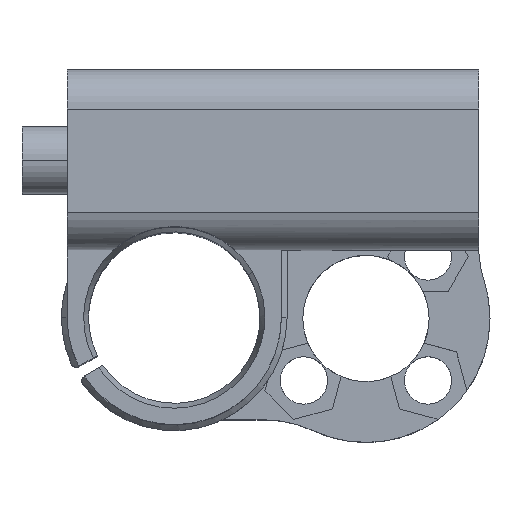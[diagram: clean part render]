
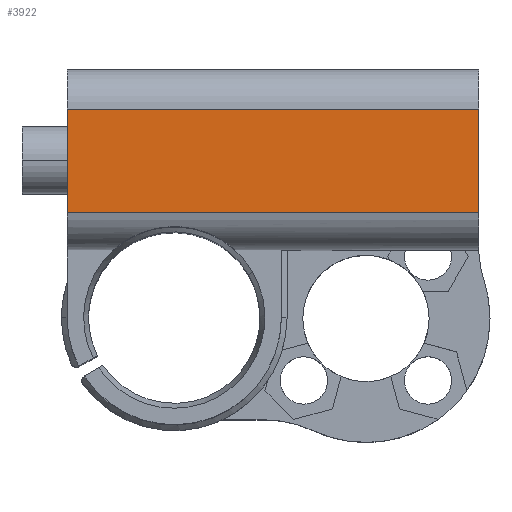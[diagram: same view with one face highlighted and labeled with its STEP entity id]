
A CAD part, top view. The second image highlights one B-rep face of the part: STEP entity #3922.
In plain terms, the highlighted planar face has unit normal (0, 0, 1).
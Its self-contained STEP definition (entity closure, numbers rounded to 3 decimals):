
#1488=CARTESIAN_POINT('Vertex',(-20.25,-4.715,30.35)) ;
#1491=CARTESIAN_POINT('Line Origine',(-20.25,-0.123,30.35)) ;
#1495=CARTESIAN_POINT('Vertex',(-20.25,4.469,30.35)) ;
#1854=CARTESIAN_POINT('Vertex',(16.25,4.469,30.35)) ;
#1862=CARTESIAN_POINT('Line Origine',(33.286,4.469,30.35)) ;
#1891=CARTESIAN_POINT('Line Origine',(16.25,-0.123,30.35)) ;
#1895=CARTESIAN_POINT('Vertex',(16.25,-4.715,30.35)) ;
#3271=CARTESIAN_POINT('Line Origine',(33.286,-4.715,30.35)) ;
#3911=CARTESIAN_POINT('Axis2P3D Location',(33.286,4.469,30.35)) ;
#1492=DIRECTION('Vector Direction',(0.,1.,0.)) ;
#1863=DIRECTION('Vector Direction',(-1.,0.,0.)) ;
#1892=DIRECTION('Vector Direction',(0.,-1.,0.)) ;
#3272=DIRECTION('Vector Direction',(-1.,0.,0.)) ;
#3912=DIRECTION('Axis2P3D Direction',(0.,0.,1.)) ;
#3913=DIRECTION('Axis2P3D XDirection',(1.,0.,0.)) ;
#3914=AXIS2_PLACEMENT_3D('Plane Axis2P3D',#3911,#3912,#3913) ;
#3917=ORIENTED_EDGE('',*,*,#1897,.F.) ;
#3918=ORIENTED_EDGE('',*,*,#1866,.T.) ;
#3919=ORIENTED_EDGE('',*,*,#1497,.F.) ;
#3920=ORIENTED_EDGE('',*,*,#3275,.F.) ;
#1493=VECTOR('Line Direction',#1492,1.) ;
#1864=VECTOR('Line Direction',#1863,1.) ;
#1893=VECTOR('Line Direction',#1892,1.) ;
#3273=VECTOR('Line Direction',#3272,1.) ;
#3922=ADVANCED_FACE('Body1',(#3921),#3915,.T.) ;
#1497=EDGE_CURVE('',#1489,#1496,#1494,.T.) ;
#1866=EDGE_CURVE('',#1855,#1496,#1865,.T.) ;
#1897=EDGE_CURVE('',#1855,#1896,#1894,.T.) ;
#3275=EDGE_CURVE('',#1896,#1489,#3274,.T.) ;
#3916=EDGE_LOOP('',(#3917,#3918,#3919,#3920)) ;
#3921=FACE_OUTER_BOUND('',#3916,.T.) ;
#1494=LINE('Line',#1491,#1493) ;
#1865=LINE('Line',#1862,#1864) ;
#1894=LINE('Line',#1891,#1893) ;
#3274=LINE('Line',#3271,#3273) ;
#3915=PLANE('Plane',#3914) ;
#1489=VERTEX_POINT('',#1488) ;
#1496=VERTEX_POINT('',#1495) ;
#1855=VERTEX_POINT('',#1854) ;
#1896=VERTEX_POINT('',#1895) ;
